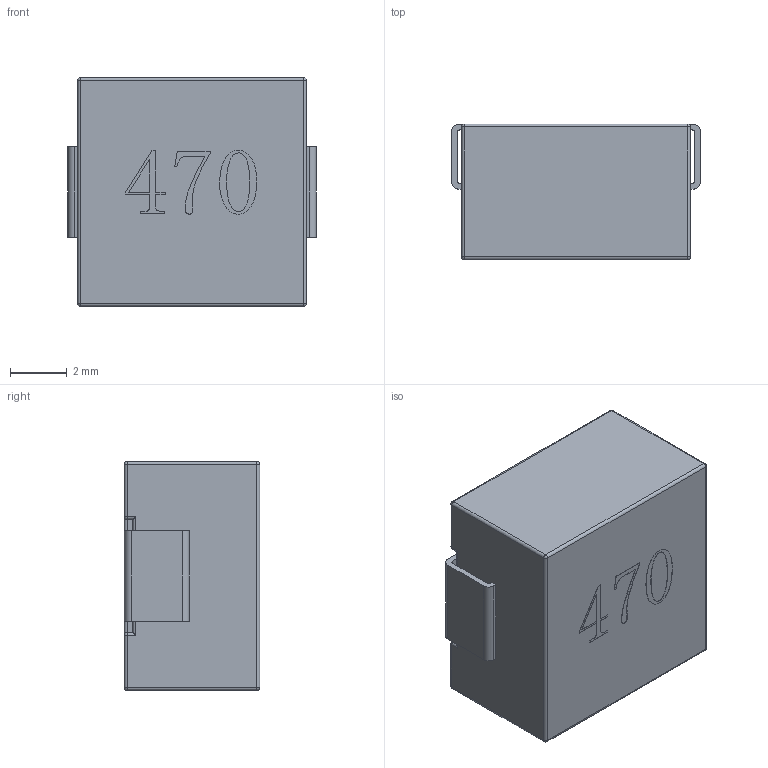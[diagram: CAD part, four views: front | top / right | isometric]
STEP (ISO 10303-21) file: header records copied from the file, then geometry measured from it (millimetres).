
FILE_DESCRIPTION (( 'STEP AP214' ), '1' );
FILE_NAME ('PSM8050 Series SMD Molding inductor.STEP', '2023-12-17T09:52:46', ( '微软用户' ), ( '微软中国' ), 'SwSTEP 2.0', 'SolidWorks 2018', '' );
FILE_SCHEMA (( 'AUTOMOTIVE_DESIGN' ));
Length unit declared in the file: millimetre
Products named in the file (1): PSM8050 Series SMD Molding inductor
Bounding box: 8.81 x 4.8 x 8.1 mm (x, y, z)
Volume: 314.3 mm3; surface area: 343.8 mm2
Topology: 3 solids, 3 shells, 125 faces, 310 edges, 184 vertices
Faces by surface type: plane 63, cylinder 34, bspline 16, sphere 12
Entity records: 5547 total; most frequent: CARTESIAN_POINT 1640, ORIENTED_EDGE 596, DIRECTION 530, EDGE_CURVE 298, LINE 206, VECTOR 206, VERTEX_POINT 184, AXIS2_PLACEMENT_3D 162
